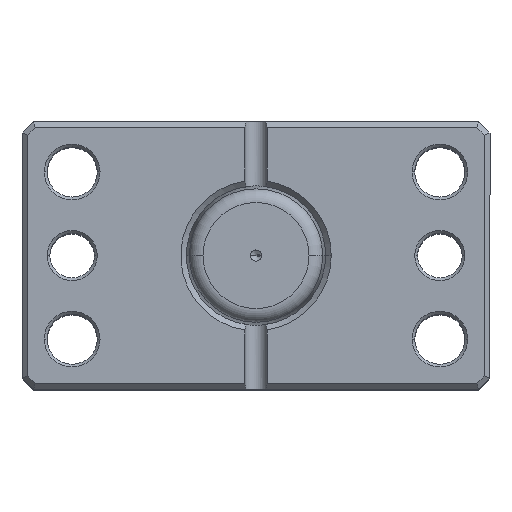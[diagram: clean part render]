
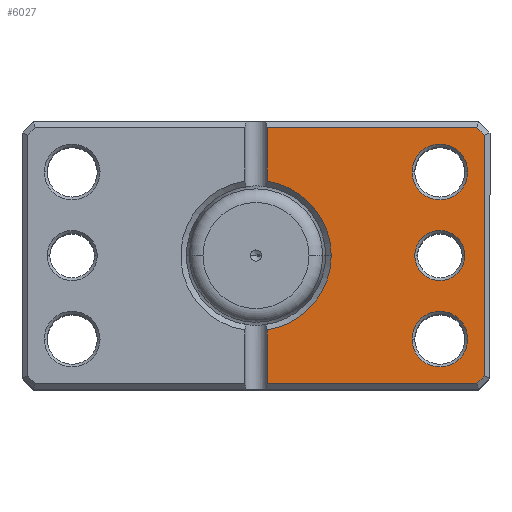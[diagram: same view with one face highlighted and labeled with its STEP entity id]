
A CAD part, top view. The second image highlights one B-rep face of the part: STEP entity #6027.
In plain terms, the highlighted face is planar.
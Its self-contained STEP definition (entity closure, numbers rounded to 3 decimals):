
#16 = CARTESIAN_POINT ( 'NONE',  ( -13.5, 0., 0. ) ) ;
#32 = CARTESIAN_POINT ( 'NONE',  ( -2., 13.351, 0. ) ) ;
#62 = CARTESIAN_POINT ( 'NONE',  ( -33., 15., 0. ) ) ;
#64 = VERTEX_POINT ( 'NONE', #5575 ) ;
#140 = EDGE_LOOP ( 'NONE', ( #1032, #6319 ) ) ;
#172 = CIRCLE ( 'NONE', #6611, 5. ) ;
#182 = LINE ( 'NONE', #6550, #4369 ) ;
#210 = VERTEX_POINT ( 'NONE', #1002 ) ;
#218 = EDGE_CURVE ( 'NONE', #5464, #5172, #421, .T. ) ;
#235 = VECTOR ( 'NONE', #713, 1000. ) ;
#264 = DIRECTION ( 'NONE',  ( 1., 0., 0. ) ) ;
#318 = CARTESIAN_POINT ( 'NONE',  ( -33., 0., 0. ) ) ;
#319 = CIRCLE ( 'NONE', #1667, 13.5 ) ;
#347 = ORIENTED_EDGE ( 'NONE', *, *, #1517, .T. ) ;
#379 = AXIS2_PLACEMENT_3D ( 'NONE', #2583, #3132, #6957 ) ;
#421 = CIRCLE ( 'NONE', #1986, 5. ) ;
#428 = DIRECTION ( 'NONE',  ( 0., 0., 1. ) ) ;
#499 = AXIS2_PLACEMENT_3D ( 'NONE', #3089, #3131, #3108 ) ;
#510 = VECTOR ( 'NONE', #4904, 1000. ) ;
#621 = DIRECTION ( 'NONE',  ( 1., 0., 0. ) ) ;
#693 = EDGE_CURVE ( 'NONE', #5926, #3821, #172, .T. ) ;
#713 = DIRECTION ( 'NONE',  ( 0., 1., 0. ) ) ;
#722 = CIRCLE ( 'NONE', #5871, 5. ) ;
#798 = DIRECTION ( 'NONE',  ( 0., 0., 1. ) ) ;
#822 = CARTESIAN_POINT ( 'NONE',  ( -33., -15., 0. ) ) ;
#844 = DIRECTION ( 'NONE',  ( 0., -1., 0. ) ) ;
#875 = DIRECTION ( 'NONE',  ( 1., 0., 0. ) ) ;
#881 = VECTOR ( 'NONE', #844, 1000. ) ;
#1002 = CARTESIAN_POINT ( 'NONE',  ( -41., -21.586, 0. ) ) ;
#1020 = FACE_BOUND ( 'NONE', #3763, .T. ) ;
#1032 = ORIENTED_EDGE ( 'NONE', *, *, #4039, .T. ) ;
#1115 = AXIS2_PLACEMENT_3D ( 'NONE', #318, #4127, #875 ) ;
#1287 = CARTESIAN_POINT ( 'NONE',  ( -38., 15., 0. ) ) ;
#1329 = VERTEX_POINT ( 'NONE', #4285 ) ;
#1343 = ORIENTED_EDGE ( 'NONE', *, *, #7020, .T. ) ;
#1354 = DIRECTION ( 'NONE',  ( 0., 0., 1. ) ) ;
#1387 = DIRECTION ( 'NONE',  ( 1., 0., 0. ) ) ;
#1445 = VERTEX_POINT ( 'NONE', #5734 ) ;
#1469 = LINE ( 'NONE', #2650, #2737 ) ;
#1487 = EDGE_CURVE ( 'NONE', #1445, #3447, #6740, .T. ) ;
#1517 = EDGE_CURVE ( 'NONE', #1928, #64, #4019, .T. ) ;
#1537 = ORIENTED_EDGE ( 'NONE', *, *, #1487, .T. ) ;
#1606 = VERTEX_POINT ( 'NONE', #5703 ) ;
#1615 = LINE ( 'NONE', #6511, #510 ) ;
#1667 = AXIS2_PLACEMENT_3D ( 'NONE', #3150, #6977, #3707 ) ;
#1696 = CARTESIAN_POINT ( 'NONE',  ( -28., 15., 0. ) ) ;
#1730 = EDGE_CURVE ( 'NONE', #2384, #1329, #6651, .T. ) ;
#1796 = CARTESIAN_POINT ( 'NONE',  ( -38., -15., 0. ) ) ;
#1928 = VERTEX_POINT ( 'NONE', #3404 ) ;
#1986 = AXIS2_PLACEMENT_3D ( 'NONE', #4238, #428, #3678 ) ;
#2011 = DIRECTION ( 'NONE',  ( -1., 0., 0. ) ) ;
#2063 = ORIENTED_EDGE ( 'NONE', *, *, #3703, .T. ) ;
#2384 = VERTEX_POINT ( 'NONE', #6722 ) ;
#2388 = VECTOR ( 'NONE', #4117, 1000. ) ;
#2583 = CARTESIAN_POINT ( 'NONE',  ( 0., 0., 0. ) ) ;
#2612 = FACE_BOUND ( 'NONE', #140, .T. ) ;
#2650 = CARTESIAN_POINT ( 'NONE',  ( -31.293, -31.293, 0. ) ) ;
#2737 = VECTOR ( 'NONE', #4862, 1000. ) ;
#3089 = CARTESIAN_POINT ( 'NONE',  ( -33., 0., 0. ) ) ;
#3108 = DIRECTION ( 'NONE',  ( 1., 0., 0. ) ) ;
#3109 = LINE ( 'NONE', #6147, #235 ) ;
#3117 = CARTESIAN_POINT ( 'NONE',  ( -28., -15., 0. ) ) ;
#3131 = DIRECTION ( 'NONE',  ( 0., 0., 1. ) ) ;
#3132 = DIRECTION ( 'NONE',  ( 0., 0., 1. ) ) ;
#3150 = CARTESIAN_POINT ( 'NONE',  ( 0., 0., 0. ) ) ;
#3209 = ORIENTED_EDGE ( 'NONE', *, *, #3909, .T. ) ;
#3273 = DIRECTION ( 'NONE',  ( 1., 0., 0. ) ) ;
#3404 = CARTESIAN_POINT ( 'NONE',  ( -41., 21.586, 0. ) ) ;
#3447 = VERTEX_POINT ( 'NONE', #6600 ) ;
#3506 = DIRECTION ( 'NONE',  ( 0., 0., 1. ) ) ;
#3531 = CARTESIAN_POINT ( 'NONE',  ( -2., 24., 0. ) ) ;
#3546 = AXIS2_PLACEMENT_3D ( 'NONE', #6782, #3506, #264 ) ;
#3611 = ORIENTED_EDGE ( 'NONE', *, *, #693, .T. ) ;
#3678 = DIRECTION ( 'NONE',  ( 1., 0., 0. ) ) ;
#3703 = EDGE_CURVE ( 'NONE', #6174, #4492, #5588, .T. ) ;
#3707 = DIRECTION ( 'NONE',  ( 1., 0., 0. ) ) ;
#3729 = EDGE_CURVE ( 'NONE', #1606, #4966, #3774, .T. ) ;
#3763 = EDGE_LOOP ( 'NONE', ( #3611, #4673 ) ) ;
#3774 = LINE ( 'NONE', #3531, #881 ) ;
#3821 = VERTEX_POINT ( 'NONE', #3117 ) ;
#3860 = VECTOR ( 'NONE', #2011, 1000. ) ;
#3880 = DIRECTION ( 'NONE',  ( 0., 0., 1. ) ) ;
#3888 = ORIENTED_EDGE ( 'NONE', *, *, #218, .T. ) ;
#3909 = EDGE_CURVE ( 'NONE', #3447, #210, #1469, .T. ) ;
#3995 = CIRCLE ( 'NONE', #4410, 5. ) ;
#4019 = LINE ( 'NONE', #5257, #2388 ) ;
#4039 = EDGE_CURVE ( 'NONE', #1329, #2384, #6241, .T. ) ;
#4117 = DIRECTION ( 'NONE',  ( 0.707, 0.707, 0. ) ) ;
#4127 = DIRECTION ( 'NONE',  ( 0., 0., 1. ) ) ;
#4238 = CARTESIAN_POINT ( 'NONE',  ( -33., 15., 0. ) ) ;
#4285 = CARTESIAN_POINT ( 'NONE',  ( -37.5, 0., 0. ) ) ;
#4311 = EDGE_CURVE ( 'NONE', #64, #1606, #182, .T. ) ;
#4369 = VECTOR ( 'NONE', #3273, 1000. ) ;
#4410 = AXIS2_PLACEMENT_3D ( 'NONE', #62, #3880, #621 ) ;
#4492 = VERTEX_POINT ( 'NONE', #6764 ) ;
#4516 = EDGE_CURVE ( 'NONE', #3821, #5926, #722, .T. ) ;
#4623 = CARTESIAN_POINT ( 'NONE',  ( -33., -15., 0. ) ) ;
#4673 = ORIENTED_EDGE ( 'NONE', *, *, #4516, .T. ) ;
#4739 = ORIENTED_EDGE ( 'NONE', *, *, #6681, .T. ) ;
#4850 = EDGE_LOOP ( 'NONE', ( #5088, #3888 ) ) ;
#4862 = DIRECTION ( 'NONE',  ( -0.707, 0.707, 0. ) ) ;
#4904 = DIRECTION ( 'NONE',  ( 0., -1., 0. ) ) ;
#4966 = VERTEX_POINT ( 'NONE', #32 ) ;
#5088 = ORIENTED_EDGE ( 'NONE', *, *, #6223, .T. ) ;
#5172 = VERTEX_POINT ( 'NONE', #1287 ) ;
#5186 = DIRECTION ( 'NONE',  ( 1., 0., 0. ) ) ;
#5257 = CARTESIAN_POINT ( 'NONE',  ( -31.293, 31.293, 0. ) ) ;
#5271 = EDGE_LOOP ( 'NONE', ( #6504, #1343, #2063, #6367, #1537, #3209, #4739, #347, #6659 ) ) ;
#5464 = VERTEX_POINT ( 'NONE', #1696 ) ;
#5562 = FACE_BOUND ( 'NONE', #4850, .T. ) ;
#5575 = CARTESIAN_POINT ( 'NONE',  ( -39.586, 23., 0. ) ) ;
#5588 = CIRCLE ( 'NONE', #3546, 13.5 ) ;
#5703 = CARTESIAN_POINT ( 'NONE',  ( -2., 23., 0. ) ) ;
#5734 = CARTESIAN_POINT ( 'NONE',  ( -2., -23., 0. ) ) ;
#5853 = CARTESIAN_POINT ( 'NONE',  ( 0., -23., 0. ) ) ;
#5871 = AXIS2_PLACEMENT_3D ( 'NONE', #4623, #1354, #5186 ) ;
#5883 = PLANE ( 'NONE',  #379 ) ;
#5926 = VERTEX_POINT ( 'NONE', #1796 ) ;
#6027 = ADVANCED_FACE ( 'NONE', ( #2612, #1020, #5562, #6636 ), #5883, .F. ) ;
#6147 = CARTESIAN_POINT ( 'NONE',  ( -41., 0., 0. ) ) ;
#6150 = EDGE_CURVE ( 'NONE', #4492, #1445, #1615, .T. ) ;
#6174 = VERTEX_POINT ( 'NONE', #16 ) ;
#6223 = EDGE_CURVE ( 'NONE', #5172, #5464, #3995, .T. ) ;
#6241 = CIRCLE ( 'NONE', #1115, 4.5 ) ;
#6319 = ORIENTED_EDGE ( 'NONE', *, *, #1730, .T. ) ;
#6367 = ORIENTED_EDGE ( 'NONE', *, *, #6150, .T. ) ;
#6504 = ORIENTED_EDGE ( 'NONE', *, *, #3729, .T. ) ;
#6511 = CARTESIAN_POINT ( 'NONE',  ( -2., 24., 0. ) ) ;
#6550 = CARTESIAN_POINT ( 'NONE',  ( 0., 23., 0. ) ) ;
#6600 = CARTESIAN_POINT ( 'NONE',  ( -39.586, -23., 0. ) ) ;
#6611 = AXIS2_PLACEMENT_3D ( 'NONE', #822, #798, #1387 ) ;
#6636 = FACE_OUTER_BOUND ( 'NONE', #5271, .T. ) ;
#6651 = CIRCLE ( 'NONE', #499, 4.5 ) ;
#6659 = ORIENTED_EDGE ( 'NONE', *, *, #4311, .T. ) ;
#6681 = EDGE_CURVE ( 'NONE', #210, #1928, #3109, .T. ) ;
#6722 = CARTESIAN_POINT ( 'NONE',  ( -28.5, 0., 0. ) ) ;
#6740 = LINE ( 'NONE', #5853, #3860 ) ;
#6764 = CARTESIAN_POINT ( 'NONE',  ( -2., -13.351, 0. ) ) ;
#6782 = CARTESIAN_POINT ( 'NONE',  ( 0., 0., 0. ) ) ;
#6957 = DIRECTION ( 'NONE',  ( 1., 0., 0. ) ) ;
#6977 = DIRECTION ( 'NONE',  ( 0., 0., 1. ) ) ;
#7020 = EDGE_CURVE ( 'NONE', #4966, #6174, #319, .T. ) ;
